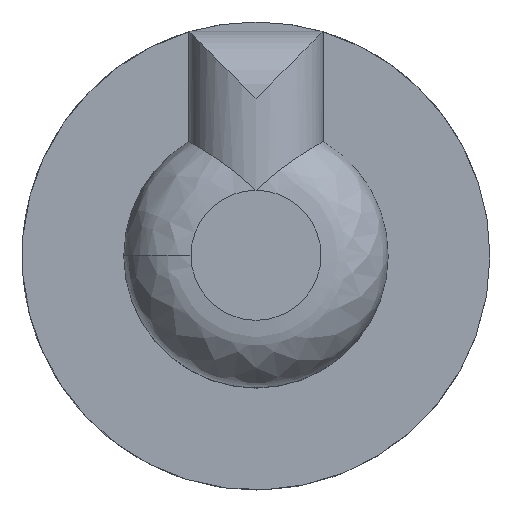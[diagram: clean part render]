
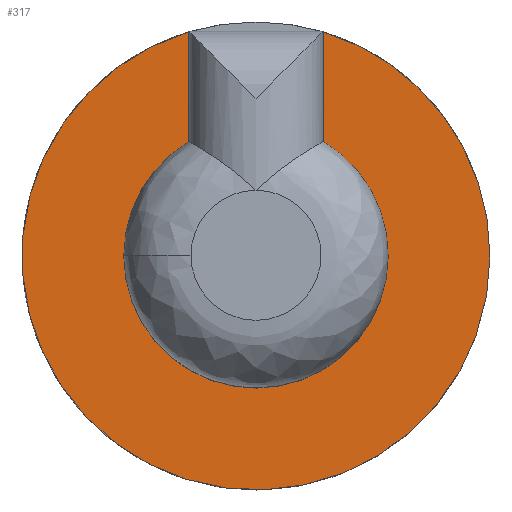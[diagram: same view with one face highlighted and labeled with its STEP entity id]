
A CAD part, top view. The second image highlights one B-rep face of the part: STEP entity #317.
In plain terms, the highlighted planar face has unit normal (0, 0, 1).
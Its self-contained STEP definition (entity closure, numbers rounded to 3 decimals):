
#199 = VERTEX_POINT('',#200);
#200 = CARTESIAN_POINT('',(53.082,55.364,-1.6));
#206 = EDGE_CURVE('',#207,#199,#209,.T.);
#207 = VERTEX_POINT('',#208);
#208 = CARTESIAN_POINT('',(53.082,57.824,-1.6));
#209 = LINE('',#210,#211);
#210 = CARTESIAN_POINT('',(53.082,54.094,-1.6));
#211 = VECTOR('',#212,1.);
#212 = DIRECTION('',(0.,-1.,0.));
#230 = VERTEX_POINT('',#231);
#231 = CARTESIAN_POINT('',(50.082,55.364,-1.6));
#237 = EDGE_CURVE('',#199,#230,#238,.T.);
#238 = CIRCLE('',#239,2.95);
#239 = AXIS2_PLACEMENT_3D('',#240,#241,#242);
#240 = CARTESIAN_POINT('',(51.582,52.824,-1.6));
#241 = DIRECTION('',(0.,0.,-1.));
#242 = DIRECTION('',(-1.,0.,0.));
#257 = VERTEX_POINT('',#258);
#258 = CARTESIAN_POINT('',(50.082,57.824,-1.6));
#280 = EDGE_CURVE('',#230,#257,#281,.T.);
#281 = LINE('',#282,#283);
#282 = CARTESIAN_POINT('',(50.082,55.324,-1.6));
#283 = VECTOR('',#284,1.);
#284 = DIRECTION('',(0.,1.,0.));
#317 = ADVANCED_FACE('',(#318),#339,.T.);
#318 = FACE_BOUND('',#319,.T.);
#319 = EDGE_LOOP('',(#320,#321,#322,#323,#332));
#320 = ORIENTED_EDGE('',*,*,#206,.T.);
#321 = ORIENTED_EDGE('',*,*,#237,.T.);
#322 = ORIENTED_EDGE('',*,*,#280,.T.);
#323 = ORIENTED_EDGE('',*,*,#324,.T.);
#324 = EDGE_CURVE('',#257,#325,#327,.T.);
#325 = VERTEX_POINT('',#326);
#326 = CARTESIAN_POINT('',(56.802,52.824,-1.6));
#327 = CIRCLE('',#328,5.22);
#328 = AXIS2_PLACEMENT_3D('',#329,#330,#331);
#329 = CARTESIAN_POINT('',(51.582,52.824,-1.6));
#330 = DIRECTION('',(0.,0.,1.));
#331 = DIRECTION('',(-1.,0.,0.));
#332 = ORIENTED_EDGE('',*,*,#333,.T.);
#333 = EDGE_CURVE('',#325,#207,#334,.T.);
#334 = CIRCLE('',#335,5.22);
#335 = AXIS2_PLACEMENT_3D('',#336,#337,#338);
#336 = CARTESIAN_POINT('',(51.582,52.824,-1.6));
#337 = DIRECTION('',(0.,0.,1.));
#338 = DIRECTION('',(-1.,0.,0.));
#339 = PLANE('',#340);
#340 = AXIS2_PLACEMENT_3D('',#341,#342,#343);
#341 = CARTESIAN_POINT('',(51.582,52.824,-1.6));
#342 = DIRECTION('',(0.,0.,1.));
#343 = DIRECTION('',(-1.,0.,0.));
